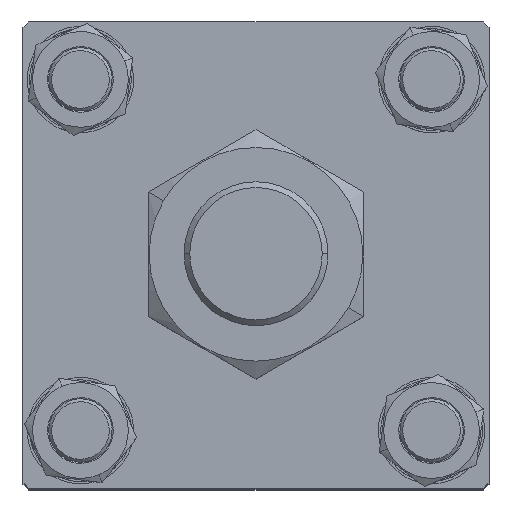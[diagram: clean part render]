
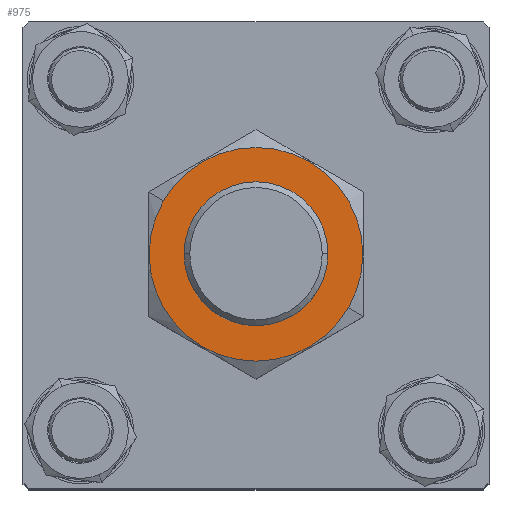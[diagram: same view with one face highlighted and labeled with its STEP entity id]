
A CAD part, top view. The second image highlights one B-rep face of the part: STEP entity #975.
In plain terms, the highlighted planar face has unit normal (0, 0, 1).
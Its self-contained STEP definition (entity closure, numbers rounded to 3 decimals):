
#117 = PLANE ( 'NONE',  #1368 ) ;
#120 = DIRECTION ( 'NONE',  ( 0., 0., 1. ) ) ;
#126 = DIRECTION ( 'NONE',  ( 1., 0., 0. ) ) ;
#128 = CARTESIAN_POINT ( 'NONE',  ( -23.694, 0., 0. ) ) ;
#133 = CARTESIAN_POINT ( 'NONE',  ( 21.651, -37.5, 0. ) ) ;
#139 = CARTESIAN_POINT ( 'NONE',  ( 23.694, 0., 0. ) ) ;
#273 = ORIENTED_EDGE ( 'NONE', *, *, #1932, .F. ) ;
#499 = ORIENTED_EDGE ( 'NONE', *, *, #1914, .T. ) ;
#551 = VERTEX_POINT ( 'NONE', #128 ) ;
#553 = VERTEX_POINT ( 'NONE', #139 ) ;
#975 = ADVANCED_FACE ( 'NONE', ( #7199, #7204 ), #117, .T. ) ;
#1208 = AXIS2_PLACEMENT_3D ( 'NONE', #1837, #1838, #1839 ) ;
#1286 = AXIS2_PLACEMENT_3D ( 'NONE', #3480, #3481, #3482 ) ;
#1287 = AXIS2_PLACEMENT_3D ( 'NONE', #3483, #3484, #3485 ) ;
#1300 = AXIS2_PLACEMENT_3D ( 'NONE', #3569, #3570, #3571 ) ;
#1368 = AXIS2_PLACEMENT_3D ( 'NONE', #133, #120, #126 ) ;
#1837 = CARTESIAN_POINT ( 'NONE',  ( 0., 0., 0. ) ) ;
#1838 = DIRECTION ( 'NONE',  ( 0., 0., -1. ) ) ;
#1839 = DIRECTION ( 'NONE',  ( 1., 0., 0. ) ) ;
#1913 = EDGE_CURVE ( 'NONE', #2620, #2460, #6716, .T. ) ;
#1914 = EDGE_CURVE ( 'NONE', #551, #553, #6710, .T. ) ;
#1932 = EDGE_CURVE ( 'NONE', #2460, #2620, #6843, .T. ) ;
#1990 = EDGE_CURVE ( 'NONE', #553, #551, #6553, .T. ) ;
#2460 = VERTEX_POINT ( 'NONE', #6037 ) ;
#2620 = VERTEX_POINT ( 'NONE', #6201 ) ;
#2757 = EDGE_LOOP ( 'NONE', ( #273, #4340 ) ) ;
#2776 = EDGE_LOOP ( 'NONE', ( #4306, #499 ) ) ;
#3480 = CARTESIAN_POINT ( 'NONE',  ( 0., 0., 0. ) ) ;
#3481 = DIRECTION ( 'NONE',  ( 0., 0., -1. ) ) ;
#3482 = DIRECTION ( 'NONE',  ( -1., 0., 0. ) ) ;
#3483 = CARTESIAN_POINT ( 'NONE',  ( 0., 0., 0. ) ) ;
#3484 = DIRECTION ( 'NONE',  ( 0., 0., -1. ) ) ;
#3485 = DIRECTION ( 'NONE',  ( 1., 0., 0. ) ) ;
#3569 = CARTESIAN_POINT ( 'NONE',  ( 0., 0., 0. ) ) ;
#3570 = DIRECTION ( 'NONE',  ( 0., 0., -1. ) ) ;
#3571 = DIRECTION ( 'NONE',  ( -1., 0., 0. ) ) ;
#4306 = ORIENTED_EDGE ( 'NONE', *, *, #1990, .T. ) ;
#4340 = ORIENTED_EDGE ( 'NONE', *, *, #1913, .F. ) ;
#6037 = CARTESIAN_POINT ( 'NONE',  ( -37.125, 0., 0. ) ) ;
#6201 = CARTESIAN_POINT ( 'NONE',  ( 37.125, 0., 0. ) ) ;
#6553 = CIRCLE ( 'NONE', #1208, 23.694 ) ;
#6710 = CIRCLE ( 'NONE', #1287, 23.694 ) ;
#6716 = CIRCLE ( 'NONE', #1286, 37.125 ) ;
#6843 = CIRCLE ( 'NONE', #1300, 37.125 ) ;
#7199 = FACE_BOUND ( 'NONE', #2776, .T. ) ;
#7204 = FACE_OUTER_BOUND ( 'NONE', #2757, .T. ) ;
